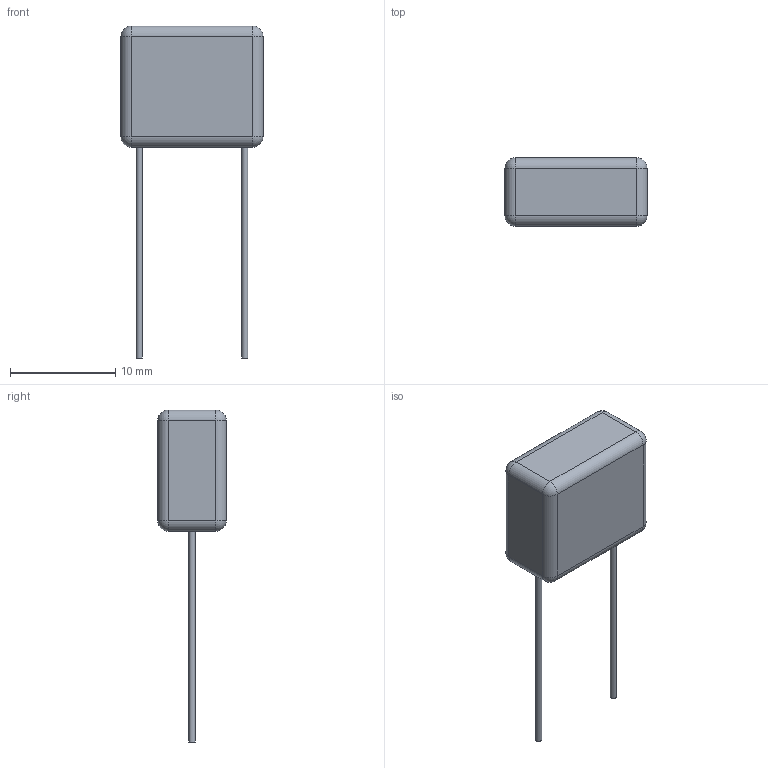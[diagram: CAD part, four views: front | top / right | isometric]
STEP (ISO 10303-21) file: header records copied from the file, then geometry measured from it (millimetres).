
FILE_DESCRIPTION(('STEP AP203'), '1');
FILE_NAME('Ê73-17_01_250', '2019-07-02T13:52:58', ('Michael'), (''), 'ASCON STEP Converter 1.3', 'ASCON Math Kernel', '');
FILE_SCHEMA(('CONFIG_CONTROL_DESIGN'));
Length unit declared in the file: millimetre
Bounding box: 13.5 x 6.5 x 31.5 mm (x, y, z)
Volume: 994.7 mm3; surface area: 655.7 mm2
Topology: 1 solids, 1 shells, 30 faces, 62 edges, 28 vertices
Faces by surface type: cylinder 14, plane 8, sphere 8
Full cylindrical faces by diameter (mm): 0.6 x2
Entity records: 988 total; most frequent: DIRECTION 142, CARTESIAN_POINT 111, ORIENTED_EDGE 104, AXIS2_PLACEMENT_3D 59, EDGE_CURVE 52, EDGE_LOOP 34, COLOUR_RGB 31, FILL_AREA_STYLE_COLOUR 31
